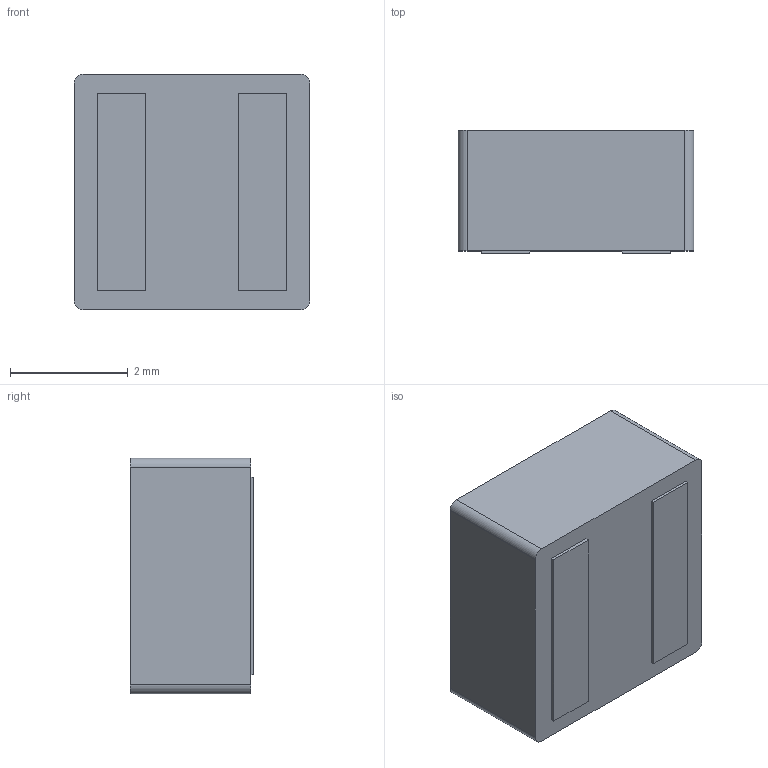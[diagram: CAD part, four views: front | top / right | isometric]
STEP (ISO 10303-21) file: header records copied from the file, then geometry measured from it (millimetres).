
FILE_DESCRIPTION (( 'STEP AP214' ), '1' );
FILE_NAME ('Coilcraft_XEL4020.step', '2018-11-03T15:16:22+00:00', 'Stefan Hamminga', '', '', '', '');
FILE_SCHEMA (( 'AUTOMOTIVE_DESIGN' ));
Length unit declared in the file: millimetre
Products named in the file (1): Coilcraft_XEL4020
Bounding box: 4 x 2.1 x 4 mm (x, y, z)
Volume: 33 mm3; surface area: 76.1 mm2
Topology: 3 solids, 3 shells, 23 faces, 52 edges, 36 vertices
Faces by surface type: plane 19, cylinder 4
Entity records: 709 total; most frequent: CARTESIAN_POINT 112, DIRECTION 108, ORIENTED_EDGE 104, EDGE_CURVE 52, VECTOR 44, LINE 44, VERTEX_POINT 36, AXIS2_PLACEMENT_3D 32
